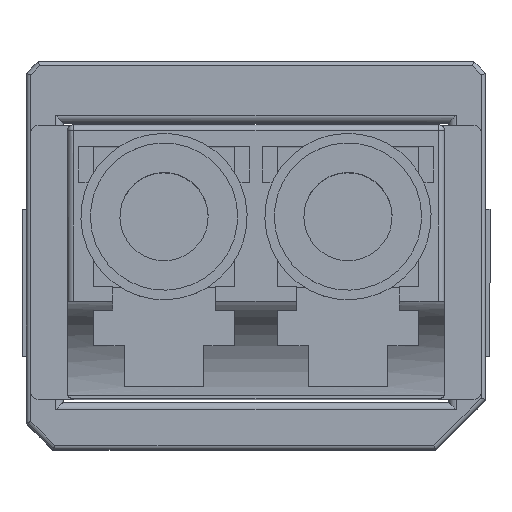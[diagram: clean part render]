
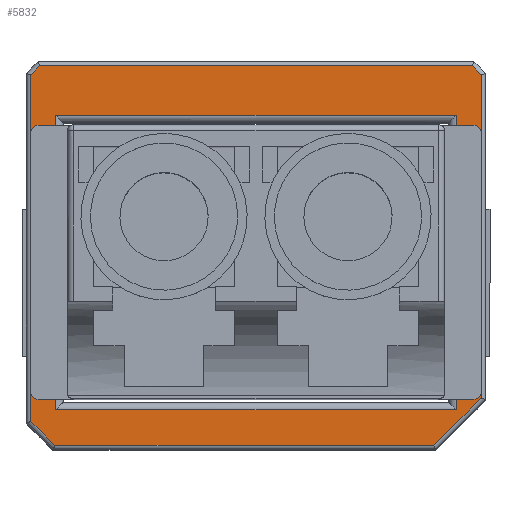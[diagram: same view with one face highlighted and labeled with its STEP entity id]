
A CAD part, top view. The second image highlights one B-rep face of the part: STEP entity #5832.
In plain terms, the highlighted planar face has unit normal (0, 0, 1).
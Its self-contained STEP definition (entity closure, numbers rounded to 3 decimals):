
#234 = LINE ( 'NONE', #2832, #3024 ) ;
#304 = DIRECTION ( 'NONE',  ( 0., 1., 0. ) ) ;
#717 = EDGE_CURVE ( 'NONE', #14235, #14779, #3413, .T. ) ;
#820 = CARTESIAN_POINT ( 'NONE',  ( -6.8, 6., 14.4 ) ) ;
#839 = EDGE_CURVE ( 'NONE', #5699, #9358, #3054, .T. ) ;
#924 = EDGE_CURVE ( 'NONE', #14779, #5699, #10332, .T. ) ;
#1044 = EDGE_LOOP ( 'NONE', ( #14823, #5536, #9482, #7147 ) ) ;
#1077 = DIRECTION ( 'NONE',  ( -1., 0., 0. ) ) ;
#1493 = CARTESIAN_POINT ( 'NONE',  ( 7.65, 5.6, 14.4 ) ) ;
#1505 = ORIENTED_EDGE ( 'NONE', *, *, #924, .T. ) ;
#1639 = EDGE_CURVE ( 'NONE', #1817, #4880, #1741, .T. ) ;
#1655 = EDGE_CURVE ( 'NONE', #1739, #5026, #13698, .T. ) ;
#1739 = VERTEX_POINT ( 'NONE', #8040 ) ;
#1741 = LINE ( 'NONE', #12476, #13310 ) ;
#1752 = LINE ( 'NONE', #6942, #11646 ) ;
#1758 = CARTESIAN_POINT ( 'NONE',  ( -7.4, 5.85, 14.4 ) ) ;
#1817 = VERTEX_POINT ( 'NONE', #12214 ) ;
#2126 = DIRECTION ( 'NONE',  ( 0., 1., 0. ) ) ;
#2277 = CARTESIAN_POINT ( 'NONE',  ( -7.8, -5.83, 14.4 ) ) ;
#2349 = EDGE_CURVE ( 'NONE', #11346, #1739, #3530, .T. ) ;
#2654 = CARTESIAN_POINT ( 'NONE',  ( -7.65, 5.538, 14.4 ) ) ;
#2668 = CARTESIAN_POINT ( 'NONE',  ( 6.8, 4.17, 14.4 ) ) ;
#2695 = VERTEX_POINT ( 'NONE', #3309 ) ;
#2832 = CARTESIAN_POINT ( 'NONE',  ( 6.8, 6., 14.4 ) ) ;
#2981 = ORIENTED_EDGE ( 'NONE', *, *, #1639, .T. ) ;
#3024 = VECTOR ( 'NONE', #8752, 1000. ) ;
#3030 = VERTEX_POINT ( 'NONE', #12880 ) ;
#3054 = LINE ( 'NONE', #6421, #9009 ) ;
#3309 = CARTESIAN_POINT ( 'NONE',  ( 6.8, -5.83, 14.4 ) ) ;
#3413 = LINE ( 'NONE', #1758, #6206 ) ;
#3530 = LINE ( 'NONE', #820, #13092 ) ;
#3735 = LINE ( 'NONE', #13560, #12587 ) ;
#3741 = EDGE_LOOP ( 'NONE', ( #2981, #11561, #11492, #11212, #7920, #1505, #5202, #10717 ) ) ;
#3844 = DIRECTION ( 'NONE',  ( -1., 0., 0. ) ) ;
#4512 = AXIS2_PLACEMENT_3D ( 'NONE', #11266, #13690, #6495 ) ;
#4552 = VECTOR ( 'NONE', #10056, 1000. ) ;
#4753 = EDGE_CURVE ( 'NONE', #9358, #1817, #1752, .T. ) ;
#4880 = VERTEX_POINT ( 'NONE', #8371 ) ;
#5026 = VERTEX_POINT ( 'NONE', #2668 ) ;
#5202 = ORIENTED_EDGE ( 'NONE', *, *, #839, .T. ) ;
#5299 = PLANE ( 'NONE',  #4512 ) ;
#5438 = CARTESIAN_POINT ( 'NONE',  ( 7.338, 5.85, 14.4 ) ) ;
#5536 = ORIENTED_EDGE ( 'NONE', *, *, #8359, .T. ) ;
#5699 = VERTEX_POINT ( 'NONE', #2654 ) ;
#5832 = ADVANCED_FACE ( 'NONE', ( #11419, #8570 ), #5299, .T. ) ;
#6206 = VECTOR ( 'NONE', #3844, 1000. ) ;
#6356 = DIRECTION ( 'NONE',  ( 0.707, 0.707, 0. ) ) ;
#6421 = CARTESIAN_POINT ( 'NONE',  ( -7.65, -6.29, 14.4 ) ) ;
#6454 = CARTESIAN_POINT ( 'NONE',  ( -7.65, -6.228, 14.4 ) ) ;
#6470 = DIRECTION ( 'NONE',  ( 0., -1., 0. ) ) ;
#6480 = DIRECTION ( 'NONE',  ( 1., 0., 0. ) ) ;
#6495 = DIRECTION ( 'NONE',  ( 1., 0., 0. ) ) ;
#6496 = CARTESIAN_POINT ( 'NONE',  ( -0.306, 13.494, 14.4 ) ) ;
#6942 = CARTESIAN_POINT ( 'NONE',  ( -6.794, -7.084, 14.4 ) ) ;
#7133 = VECTOR ( 'NONE', #14212, 1000. ) ;
#7147 = ORIENTED_EDGE ( 'NONE', *, *, #1655, .T. ) ;
#7472 = CARTESIAN_POINT ( 'NONE',  ( 7.65, 5.538, 14.4 ) ) ;
#7920 = ORIENTED_EDGE ( 'NONE', *, *, #717, .T. ) ;
#7953 = CARTESIAN_POINT ( 'NONE',  ( -7.338, 5.85, 14.4 ) ) ;
#8040 = CARTESIAN_POINT ( 'NONE',  ( -6.8, 4.17, 14.4 ) ) ;
#8359 = EDGE_CURVE ( 'NONE', #2695, #11346, #14607, .T. ) ;
#8371 = CARTESIAN_POINT ( 'NONE',  ( 6.038, -7.04, 14.4 ) ) ;
#8570 = FACE_BOUND ( 'NONE', #1044, .T. ) ;
#8752 = DIRECTION ( 'NONE',  ( 0., -1., 0. ) ) ;
#9009 = VECTOR ( 'NONE', #6470, 1000. ) ;
#9358 = VERTEX_POINT ( 'NONE', #6454 ) ;
#9473 = LINE ( 'NONE', #1493, #15495 ) ;
#9482 = ORIENTED_EDGE ( 'NONE', *, *, #2349, .T. ) ;
#9731 = EDGE_CURVE ( 'NONE', #3030, #12905, #9473, .T. ) ;
#9775 = DIRECTION ( 'NONE',  ( 1., 0., 0. ) ) ;
#10056 = DIRECTION ( 'NONE',  ( -0.707, 0.707, 0. ) ) ;
#10332 = LINE ( 'NONE', #14991, #7133 ) ;
#10717 = ORIENTED_EDGE ( 'NONE', *, *, #4753, .T. ) ;
#11059 = CARTESIAN_POINT ( 'NONE',  ( -6.8, -5.83, 14.4 ) ) ;
#11212 = ORIENTED_EDGE ( 'NONE', *, *, #12124, .T. ) ;
#11266 = CARTESIAN_POINT ( 'NONE',  ( -7.8, 6., 14.4 ) ) ;
#11311 = CARTESIAN_POINT ( 'NONE',  ( -7.8, 4.17, 14.4 ) ) ;
#11346 = VERTEX_POINT ( 'NONE', #11059 ) ;
#11419 = FACE_OUTER_BOUND ( 'NONE', #3741, .T. ) ;
#11492 = ORIENTED_EDGE ( 'NONE', *, *, #9731, .T. ) ;
#11561 = ORIENTED_EDGE ( 'NONE', *, *, #15105, .T. ) ;
#11646 = VECTOR ( 'NONE', #15338, 1000. ) ;
#11798 = VECTOR ( 'NONE', #1077, 1000. ) ;
#12124 = EDGE_CURVE ( 'NONE', #12905, #14235, #12999, .T. ) ;
#12214 = CARTESIAN_POINT ( 'NONE',  ( -6.838, -7.04, 14.4 ) ) ;
#12476 = CARTESIAN_POINT ( 'NONE',  ( 6.1, -7.04, 14.4 ) ) ;
#12587 = VECTOR ( 'NONE', #6356, 1000. ) ;
#12880 = CARTESIAN_POINT ( 'NONE',  ( 7.65, -5.428, 14.4 ) ) ;
#12905 = VERTEX_POINT ( 'NONE', #7472 ) ;
#12943 = VECTOR ( 'NONE', #6480, 1000. ) ;
#12999 = LINE ( 'NONE', #6496, #4552 ) ;
#13092 = VECTOR ( 'NONE', #2126, 1000. ) ;
#13310 = VECTOR ( 'NONE', #9775, 1000. ) ;
#13560 = CARTESIAN_POINT ( 'NONE',  ( 7.694, -5.384, 14.4 ) ) ;
#13690 = DIRECTION ( 'NONE',  ( 0., 0., 1. ) ) ;
#13698 = LINE ( 'NONE', #11311, #12943 ) ;
#14212 = DIRECTION ( 'NONE',  ( -0.707, -0.707, 0. ) ) ;
#14235 = VERTEX_POINT ( 'NONE', #5438 ) ;
#14607 = LINE ( 'NONE', #2277, #11798 ) ;
#14779 = VERTEX_POINT ( 'NONE', #7953 ) ;
#14823 = ORIENTED_EDGE ( 'NONE', *, *, #15118, .T. ) ;
#14991 = CARTESIAN_POINT ( 'NONE',  ( -7.494, 5.694, 14.4 ) ) ;
#15105 = EDGE_CURVE ( 'NONE', #4880, #3030, #3735, .T. ) ;
#15118 = EDGE_CURVE ( 'NONE', #5026, #2695, #234, .T. ) ;
#15338 = DIRECTION ( 'NONE',  ( 0.707, -0.707, 0. ) ) ;
#15495 = VECTOR ( 'NONE', #304, 1000. ) ;
